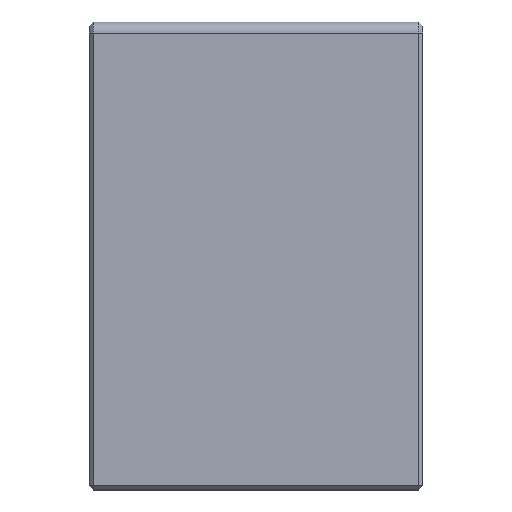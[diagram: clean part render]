
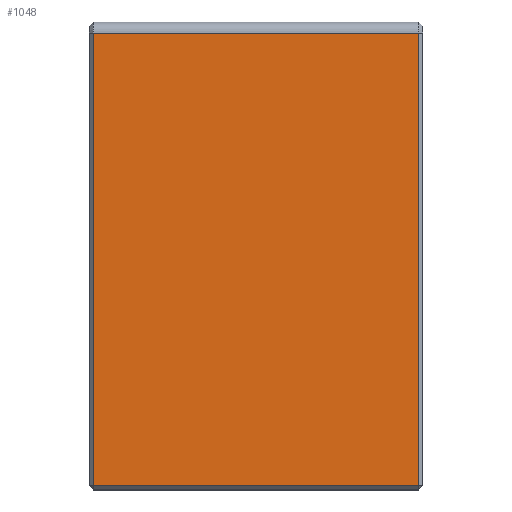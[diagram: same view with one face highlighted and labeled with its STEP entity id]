
A CAD part, top view. The second image highlights one B-rep face of the part: STEP entity #1048.
In plain terms, the highlighted planar face has unit normal (0, 0, 1).
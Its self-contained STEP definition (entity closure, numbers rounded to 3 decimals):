
#644 = VERTEX_POINT('',#645);
#645 = CARTESIAN_POINT('',(0.4,-25.822,51.261));
#651 = EDGE_CURVE('',#644,#652,#654,.T.);
#652 = VERTEX_POINT('',#653);
#653 = CARTESIAN_POINT('',(0.4,-66.422,51.261));
#654 = LINE('',#655,#656);
#655 = CARTESIAN_POINT('',(0.4,-25.822,51.261));
#656 = VECTOR('',#657,1.);
#657 = DIRECTION('',(0.,-1.,0.));
#745 = VERTEX_POINT('',#746);
#746 = CARTESIAN_POINT('',(29.6,-25.822,51.261));
#800 = EDGE_CURVE('',#745,#801,#803,.T.);
#801 = VERTEX_POINT('',#802);
#802 = CARTESIAN_POINT('',(29.6,-66.422,51.261));
#803 = LINE('',#804,#805);
#804 = CARTESIAN_POINT('',(29.6,-25.822,51.261));
#805 = VECTOR('',#806,1.);
#806 = DIRECTION('',(0.,-1.,0.));
#856 = EDGE_CURVE('',#644,#745,#857,.T.);
#857 = LINE('',#858,#859);
#858 = CARTESIAN_POINT('',(0.,-25.822,
    51.261));
#859 = VECTOR('',#860,1.);
#860 = DIRECTION('',(1.,0.,0.));
#1048 = ADVANCED_FACE('',(#1049),#1060,.F.);
#1049 = FACE_BOUND('',#1050,.F.);
#1050 = EDGE_LOOP('',(#1051,#1052,#1053,#1059));
#1051 = ORIENTED_EDGE('',*,*,#856,.T.);
#1052 = ORIENTED_EDGE('',*,*,#800,.T.);
#1053 = ORIENTED_EDGE('',*,*,#1054,.F.);
#1054 = EDGE_CURVE('',#652,#801,#1055,.T.);
#1055 = LINE('',#1056,#1057);
#1056 = CARTESIAN_POINT('',(0.,-66.422,
    51.261));
#1057 = VECTOR('',#1058,1.);
#1058 = DIRECTION('',(1.,0.,0.));
#1059 = ORIENTED_EDGE('',*,*,#651,.F.);
#1060 = PLANE('',#1061);
#1061 = AXIS2_PLACEMENT_3D('',#1062,#1063,#1064);
#1062 = CARTESIAN_POINT('',(0.,-25.822,
    51.261));
#1063 = DIRECTION('',(0.,0.,-1.));
#1064 = DIRECTION('',(0.,-1.,0.));
